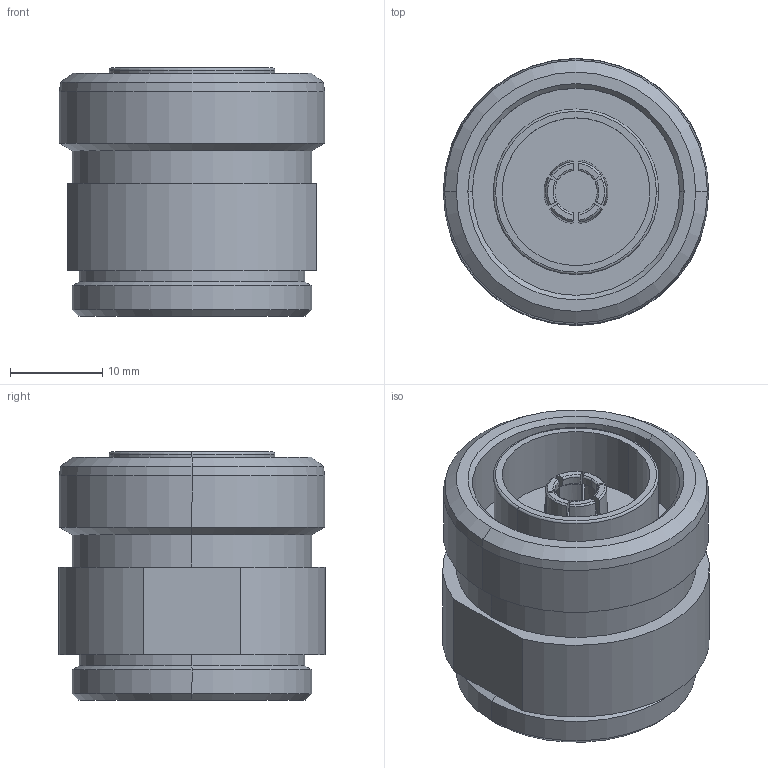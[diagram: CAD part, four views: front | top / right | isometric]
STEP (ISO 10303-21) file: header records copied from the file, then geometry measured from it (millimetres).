
FILE_DESCRIPTION (( 'STEP AP214' ), '1' );
FILE_NAME ('J01121A0723.STEP', '2015-04-22T06:28:30', ( '' ), ( '' ), 'SwSTEP 2.0', 'SolidWorks 2014', '' );
FILE_SCHEMA (( 'AUTOMOTIVE_DESIGN' ));
Length unit declared in the file: millimetre
Products named in the file (1): J01121A0723
Bounding box: 28.84 x 29 x 26.95 mm (x, y, z)
Volume: 12446.8 mm3; surface area: 5615.4 mm2
Topology: 1 solids, 1 shells, 108 faces, 256 edges, 163 vertices
Faces by surface type: cylinder 41, cone 29, plane 29, torus 9
Entity records: 4376 total; most frequent: CARTESIAN_POINT 702, DIRECTION 524, ORIENTED_EDGE 512, EDGE_CURVE 256, AXIS2_PLACEMENT_3D 209, VERTEX_POINT 163, EDGE_LOOP 121, UNCERTAINTY_MEASURE_WITH_UNIT 109
